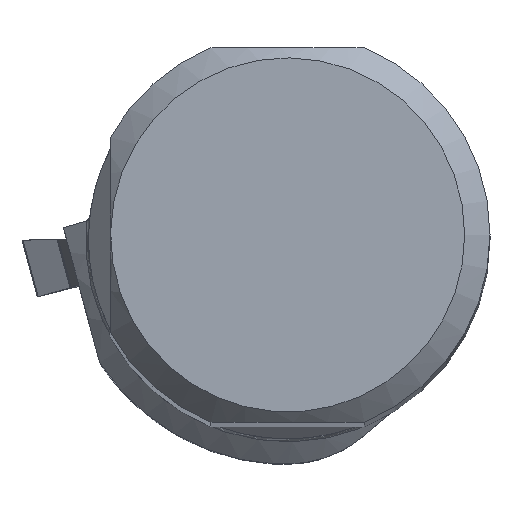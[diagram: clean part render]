
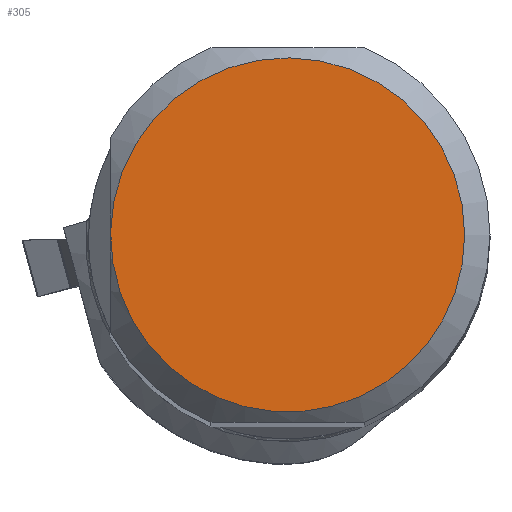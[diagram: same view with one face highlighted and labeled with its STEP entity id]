
A CAD part, top view. The second image highlights one B-rep face of the part: STEP entity #305.
In plain terms, the highlighted planar face has unit normal (0, 0, 1).
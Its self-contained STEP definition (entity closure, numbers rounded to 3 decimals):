
#222=CIRCLE('',#2196,17.489);
#305=ADVANCED_FACE('CU_SU_BP3',(#454),#369,.T.);
#369=PLANE('',#2197);
#454=FACE_OUTER_BOUND('',#557,.T.);
#557=EDGE_LOOP('',(#1072));
#1072=ORIENTED_EDGE('',*,*,#1632,.T.);
#1370=VERTEX_POINT('',#4207);
#1632=EDGE_CURVE('',#1370,#1370,#222,.T.);
#2196=AXIS2_PLACEMENT_3D('',#4206,#2663,#2664);
#2197=AXIS2_PLACEMENT_3D('',#4208,#2665,#2666);
#2663=DIRECTION('',(0.,0.,1.));
#2664=DIRECTION('',(1.,0.,0.));
#2665=DIRECTION('',(0.,0.,1.));
#2666=DIRECTION('',(1.,0.,0.));
#4206=CARTESIAN_POINT('',(0.,0.,0.));
#4207=CARTESIAN_POINT('',(17.489,0.,0.));
#4208=CARTESIAN_POINT('',(0.,0.,
0.));
